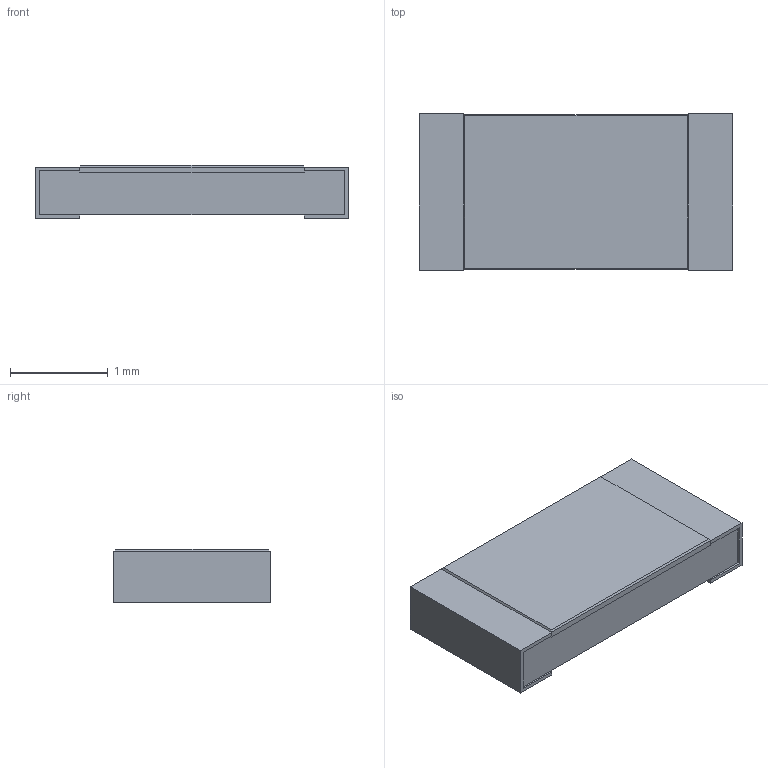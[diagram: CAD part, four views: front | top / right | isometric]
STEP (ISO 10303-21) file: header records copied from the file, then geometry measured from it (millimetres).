
FILE_DESCRIPTION (( 'STEP AP214' ), '1' );
FILE_NAME ('User Library-res1206-1.STEP', '2015-11-30T07:47:01', ( 'Windows User' ), ( '' ), 'SwSTEP 2.0', 'SolidWorks 2016', '' );
FILE_SCHEMA (( 'AUTOMOTIVE_DESIGN' ));
Length unit declared in the file: millimetre
Products named in the file (1): User Library-res1206-1
Bounding box: 3.2 x 1.6 x 0.55 mm (x, y, z)
Volume: 2.6 mm3; surface area: 15.4 mm2
Topology: 1 solids, 1 shells, 44 faces, 110 edges, 68 vertices
Faces by surface type: plane 44
Entity records: 1784 total; most frequent: CARTESIAN_POINT 223, ORIENTED_EDGE 220, DIRECTION 200, EDGE_CURVE 110, LINE 110, VECTOR 110, VERTEX_POINT 68, UNCERTAINTY_MEASURE_WITH_UNIT 47
